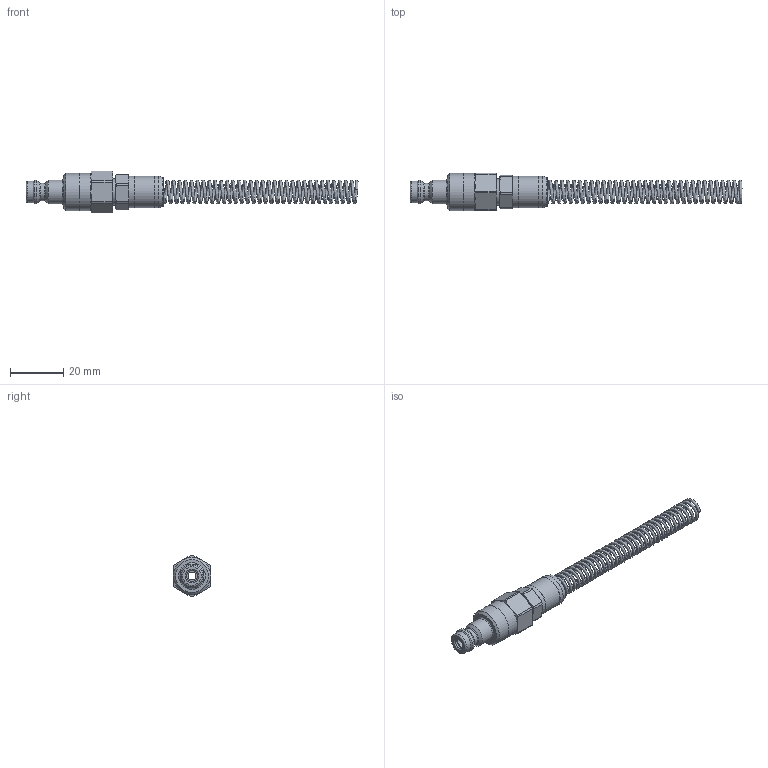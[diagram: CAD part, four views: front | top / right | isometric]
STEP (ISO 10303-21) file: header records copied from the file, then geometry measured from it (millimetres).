
FILE_DESCRIPTION((''),'2;1');
FILE_NAME('21sbkk06mpx.stp','2012-10-22T08:06:26',('IA176480'),(''),'Autodesk Inventor 2011','Autodesk Inventor 2011','');
FILE_SCHEMA(('AUTOMOTIVE_DESIGN { 1 0 10303 214 1 1 1 1 }'));
Length unit declared in the file: millimetre
Products named in the file (5): D104660; D102680; D104658; D104659; D104651
Assembly tree (4 placements, depth 2):
  D104660
    D102680
    D104658
    D104659
    D104651
Bounding box: 125.08 x 14 x 15.8 mm (x, y, z)
Volume: 4095.8 mm3; surface area: 7486.8 mm2
Topology: 4 solids, 4 shells, 121 faces, 245 edges, 142 vertices
Faces by surface type: cone 39, cylinder 37, plane 30, torus 14, bspline 1
Full cylindrical faces by diameter (mm): 3 x1, 4 x1, 4.2 x1, 4.6 x1, 5.5 x1, 6.25 x1, 6.65 x1, 7.2 x1, 8.1 x1, 8.6 x1, 9 x2, 9.5 x1, 10 x3, 10.45 x1, 11 x1, 11.9 x1, 11.98 x1, 12 x3, 14 x2
Entity records: 10432 total; most frequent: CARTESIAN_POINT 8019, DIRECTION 518, ORIENTED_EDGE 382, AXIS2_PLACEMENT_3D 247, EDGE_CURVE 191, EDGE_LOOP 191, VERTEX_POINT 142, FACE_OUTER_BOUND 121
